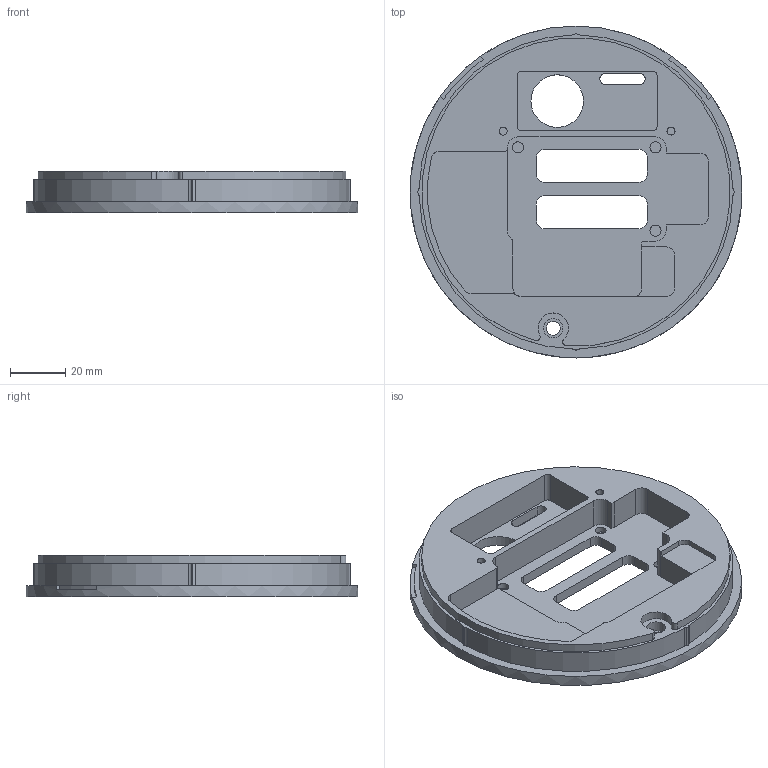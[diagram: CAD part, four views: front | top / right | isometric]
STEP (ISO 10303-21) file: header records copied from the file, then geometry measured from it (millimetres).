
FILE_DESCRIPTION(/* description */ (''),/* implementation_level */ '2;1');
FILE_NAME(/* name */ 'db89991e-1b33-45cd-b259-2ad9e2c0e5b8.stp',/* time_stamp */ '2019-09-09T18:24:23+02:00',/* author */ (''),/* organization */ (''),/* preprocessor_version */ 'ST-DEVELOPER v18',/* originating_system */ 'Autodesk Translation Framework v8.2.0.1029',/* authorisation */ '');
FILE_SCHEMA (('AUTOMOTIVE_DESIGN { 1 0 10303 214 3 1 1 }'));
Length unit declared in the file: millimetre
Products named in the file (1): BaseHDPE
Bounding box: 120 x 120 x 15 mm (x, y, z)
Volume: 82939.8 mm3; surface area: 33767.3 mm2
Topology: 1 solids, 1 shells, 159 faces, 455 edges, 312 vertices
Faces by surface type: cylinder 90, plane 69
Full cylindrical faces by diameter (mm): 2.9 x4, 4 x3, 5 x1, 7 x1, 19 x1, 120 x1
Entity records: 5374 total; most frequent: DIRECTION 979, CARTESIAN_POINT 927, ORIENTED_EDGE 910, EDGE_CURVE 455, AXIS2_PLACEMENT_3D 364, VERTEX_POINT 312, LINE 251, VECTOR 251
